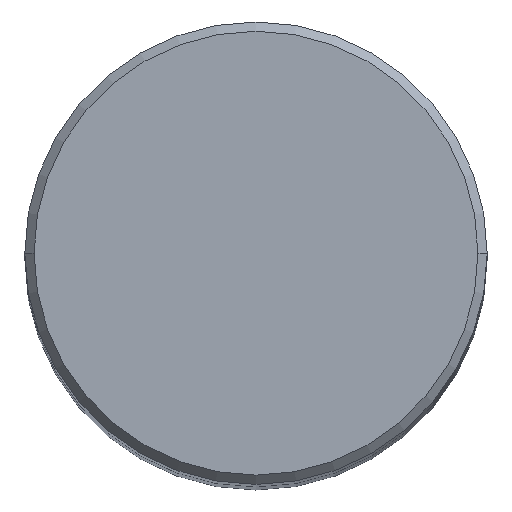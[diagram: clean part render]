
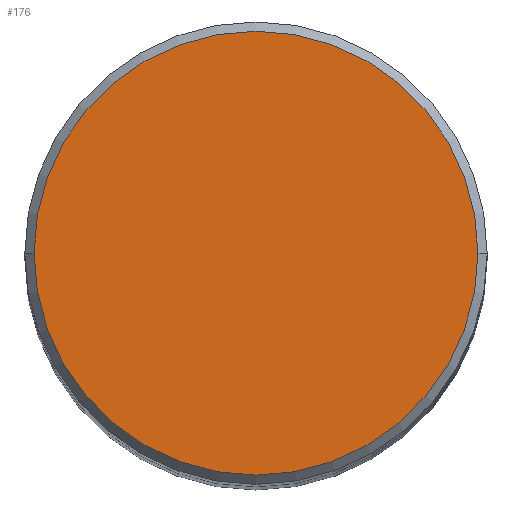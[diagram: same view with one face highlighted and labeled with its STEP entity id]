
A CAD part, top view. The second image highlights one B-rep face of the part: STEP entity #176.
In plain terms, the highlighted planar face has unit normal (0, 0, 1).
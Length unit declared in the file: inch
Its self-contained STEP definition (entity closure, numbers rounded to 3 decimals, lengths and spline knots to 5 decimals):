
#25 = PLANE ( 'NONE',  #356 ) ;
#47 = CARTESIAN_POINT ( 'NONE',  ( 0., 0., 0. ) ) ;
#65 = VERTEX_POINT ( 'NONE', #145 ) ;
#95 = EDGE_CURVE ( 'NONE', #65, #269, #343, .T. ) ;
#100 = DIRECTION ( 'NONE',  ( 1., 0., 0. ) ) ;
#101 = CARTESIAN_POINT ( 'NONE',  ( 0., 0., 0. ) ) ;
#110 = AXIS2_PLACEMENT_3D ( 'NONE', #101, #130, #100 ) ;
#118 = DIRECTION ( 'NONE',  ( 1., 0., 0. ) ) ;
#130 = DIRECTION ( 'NONE',  ( 0., 0., 1. ) ) ;
#140 = ORIENTED_EDGE ( 'NONE', *, *, #95, .T. ) ;
#145 = CARTESIAN_POINT ( 'NONE',  ( 0.48, 0., 0. ) ) ;
#176 = ADVANCED_FACE ( 'NONE', ( #309 ), #25, .F. ) ;
#226 = DIRECTION ( 'NONE',  ( -1., 0., 0. ) ) ;
#252 = DIRECTION ( 'NONE',  ( 0., 0., -1. ) ) ;
#269 = VERTEX_POINT ( 'NONE', #389 ) ;
#299 = EDGE_LOOP ( 'NONE', ( #319, #140 ) ) ;
#309 = FACE_OUTER_BOUND ( 'NONE', #299, .T. ) ;
#314 = CIRCLE ( 'NONE', #110, 0.48 ) ;
#319 = ORIENTED_EDGE ( 'NONE', *, *, #351, .T. ) ;
#337 = DIRECTION ( 'NONE',  ( 0., 0., 1. ) ) ;
#343 = CIRCLE ( 'NONE', #399, 0.48 ) ;
#350 = CARTESIAN_POINT ( 'NONE',  ( 0., 0.48, 0. ) ) ;
#351 = EDGE_CURVE ( 'NONE', #269, #65, #314, .T. ) ;
#356 = AXIS2_PLACEMENT_3D ( 'NONE', #350, #252, #226 ) ;
#389 = CARTESIAN_POINT ( 'NONE',  ( -0.48, 0., 0. ) ) ;
#399 = AXIS2_PLACEMENT_3D ( 'NONE', #47, #337, #118 ) ;
